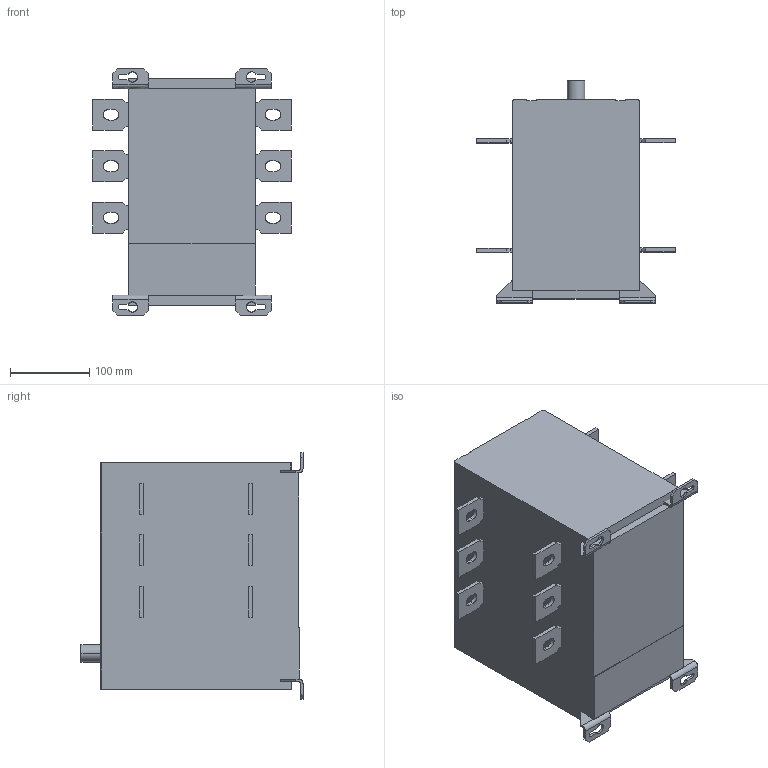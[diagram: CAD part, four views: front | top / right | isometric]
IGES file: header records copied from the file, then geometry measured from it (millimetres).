
Global section: file name: OT600-800E03D.igs; preprocessor: I-DEAS 3D IGES Translator 15; date: 20160721.121636; units: millimetre
Bounding box: 250 x 280 x 311 mm (x, y, z)
Volume: 11520267.2 mm3; surface area: 375898.8 mm2
Topology: 3 solids, 3 shells, 255 faces, 708 edges, 472 vertices
Faces by surface type: bspline 255
